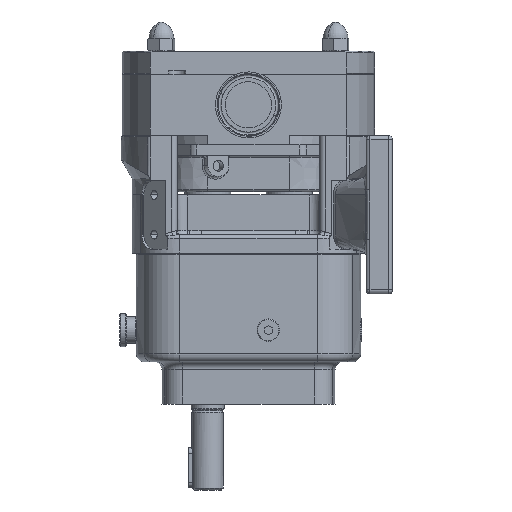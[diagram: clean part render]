
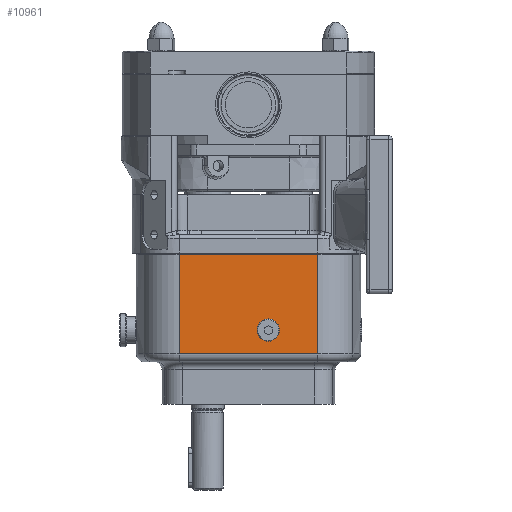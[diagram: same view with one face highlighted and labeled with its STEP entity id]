
A CAD part, left-side view. The second image highlights one B-rep face of the part: STEP entity #10961.
In plain terms, the highlighted planar face has unit normal (-1, 0, 0).
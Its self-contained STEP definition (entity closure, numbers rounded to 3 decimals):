
#346 = CARTESIAN_POINT ( 'NONE',  ( -60., 52.287, 0. ) ) ;
#622 = AXIS2_PLACEMENT_3D ( 'NONE', #10065, #24248, #7699 ) ;
#658 = DIRECTION ( 'NONE',  ( 0., -1., 0. ) ) ;
#957 = VERTEX_POINT ( 'NONE', #23382 ) ;
#1020 = VECTOR ( 'NONE', #29086, 1000. ) ;
#1464 = ORIENTED_EDGE ( 'NONE', *, *, #26897, .F. ) ;
#1845 = ORIENTED_EDGE ( 'NONE', *, *, #26409, .T. ) ;
#2227 = DIRECTION ( 'NONE',  ( 0., 1., 0. ) ) ;
#2765 = LINE ( 'NONE', #22589, #24219 ) ;
#3373 = CARTESIAN_POINT ( 'NONE',  ( -60., -15., -57. ) ) ;
#5170 = PLANE ( 'NONE',  #30158 ) ;
#5598 = VERTEX_POINT ( 'NONE', #28095 ) ;
#7551 = CARTESIAN_POINT ( 'NONE',  ( -60., -52.287, 0. ) ) ;
#7620 = DIRECTION ( 'NONE',  ( 1., 0., 0. ) ) ;
#7699 = DIRECTION ( 'NONE',  ( 0., 1., 0. ) ) ;
#8183 = EDGE_CURVE ( 'NONE', #957, #5598, #19473, .T. ) ;
#8248 = DIRECTION ( 'NONE',  ( 0., 1., 0. ) ) ;
#9206 = VERTEX_POINT ( 'NONE', #23418 ) ;
#9759 = VERTEX_POINT ( 'NONE', #9927 ) ;
#9927 = CARTESIAN_POINT ( 'NONE',  ( -60., -15.078, -48.5 ) ) ;
#10065 = CARTESIAN_POINT ( 'NONE',  ( -60., -15., -57. ) ) ;
#10614 = DIRECTION ( 'NONE',  ( 0., 0., 1. ) ) ;
#10961 = ADVANCED_FACE ( 'NONE', ( #19219, #17484 ), #5170, .F. ) ;
#11418 = CARTESIAN_POINT ( 'NONE',  ( -60., -52.287, 0. ) ) ;
#11730 = EDGE_LOOP ( 'NONE', ( #1464, #24414, #31155, #1845 ) ) ;
#11784 = DIRECTION ( 'NONE',  ( 0., 0., 1. ) ) ;
#12652 = VERTEX_POINT ( 'NONE', #11418 ) ;
#13870 = ORIENTED_EDGE ( 'NONE', *, *, #22295, .T. ) ;
#14330 = LINE ( 'NONE', #7551, #19812 ) ;
#14960 = DIRECTION ( 'NONE',  ( 1., 0., 0. ) ) ;
#16518 = EDGE_CURVE ( 'NONE', #9206, #9759, #18694, .T. ) ;
#16623 = VERTEX_POINT ( 'NONE', #346 ) ;
#17484 = FACE_OUTER_BOUND ( 'NONE', #11730, .T. ) ;
#18694 = CIRCLE ( 'NONE', #622, 8.5 ) ;
#19219 = FACE_BOUND ( 'NONE', #21821, .T. ) ;
#19473 = LINE ( 'NONE', #29247, #1020 ) ;
#19812 = VECTOR ( 'NONE', #2227, 1000. ) ;
#21559 = CARTESIAN_POINT ( 'NONE',  ( -60., 52.287, -81. ) ) ;
#21821 = EDGE_LOOP ( 'NONE', ( #28202, #13870 ) ) ;
#22231 = AXIS2_PLACEMENT_3D ( 'NONE', #3373, #7620, #8248 ) ;
#22295 = EDGE_CURVE ( 'NONE', #9759, #9206, #28248, .T. ) ;
#22333 = EDGE_CURVE ( 'NONE', #5598, #12652, #2765, .T. ) ;
#22589 = CARTESIAN_POINT ( 'NONE',  ( -60., -52.287, -81. ) ) ;
#23382 = CARTESIAN_POINT ( 'NONE',  ( -60., 52.287, -75. ) ) ;
#23418 = CARTESIAN_POINT ( 'NONE',  ( -60., -14.922, -65.5 ) ) ;
#24219 = VECTOR ( 'NONE', #10614, 1000. ) ;
#24248 = DIRECTION ( 'NONE',  ( 1., 0., 0. ) ) ;
#24414 = ORIENTED_EDGE ( 'NONE', *, *, #8183, .T. ) ;
#26409 = EDGE_CURVE ( 'NONE', #12652, #16623, #14330, .T. ) ;
#26426 = LINE ( 'NONE', #21559, #28895 ) ;
#26897 = EDGE_CURVE ( 'NONE', #957, #16623, #26426, .T. ) ;
#28095 = CARTESIAN_POINT ( 'NONE',  ( -60., -52.287, -75. ) ) ;
#28202 = ORIENTED_EDGE ( 'NONE', *, *, #16518, .T. ) ;
#28248 = CIRCLE ( 'NONE', #22231, 8.5 ) ;
#28818 = CARTESIAN_POINT ( 'NONE',  ( -60., -52.287, -81. ) ) ;
#28895 = VECTOR ( 'NONE', #11784, 1000. ) ;
#29086 = DIRECTION ( 'NONE',  ( 0., -1., 0. ) ) ;
#29247 = CARTESIAN_POINT ( 'NONE',  ( -60., -52.287, -75. ) ) ;
#30158 = AXIS2_PLACEMENT_3D ( 'NONE', #28818, #14960, #658 ) ;
#31155 = ORIENTED_EDGE ( 'NONE', *, *, #22333, .T. ) ;
